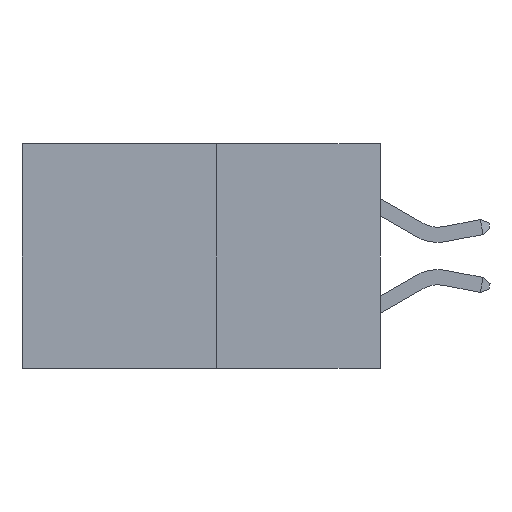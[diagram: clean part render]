
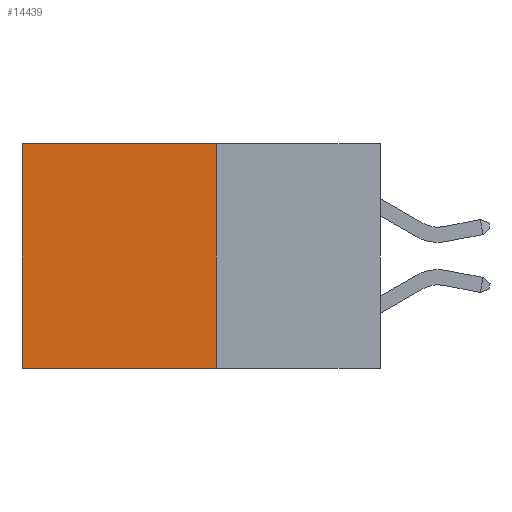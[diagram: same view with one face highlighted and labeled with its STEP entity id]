
A CAD part, left-side view. The second image highlights one B-rep face of the part: STEP entity #14439.
In plain terms, the highlighted planar face has unit normal (-1, 0, 0).
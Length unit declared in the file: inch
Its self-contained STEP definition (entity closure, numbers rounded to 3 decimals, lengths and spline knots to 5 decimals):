
#114 = EDGE_CURVE ( 'NONE', #19009, #1279, #20494, .T. ) ;
#1279 = VERTEX_POINT ( 'NONE', #7423 ) ;
#1521 = PLANE ( 'NONE',  #21805 ) ;
#4316 = ORIENTED_EDGE ( 'NONE', *, *, #21547, .T. ) ;
#4334 = DIRECTION ( 'NONE',  ( 0., 1., 0. ) ) ;
#6101 = DIRECTION ( 'NONE',  ( 0., 0., -1. ) ) ;
#6448 = ORIENTED_EDGE ( 'NONE', *, *, #27805, .F. ) ;
#7423 = CARTESIAN_POINT ( 'NONE',  ( 0.277, 0.59, -0.37 ) ) ;
#9213 = DIRECTION ( 'NONE',  ( 0., 1., 0. ) ) ;
#10274 = VECTOR ( 'NONE', #19105, 39.37008 ) ;
#11216 = CARTESIAN_POINT ( 'NONE',  ( 0.277, 0.27, 0. ) ) ;
#11559 = FACE_OUTER_BOUND ( 'NONE', #28602, .T. ) ;
#11665 = VECTOR ( 'NONE', #13986, 39.37008 ) ;
#12386 = LINE ( 'NONE', #18515, #11665 ) ;
#12774 = VERTEX_POINT ( 'NONE', #27084 ) ;
#13488 = LINE ( 'NONE', #11216, #24776 ) ;
#13554 = CARTESIAN_POINT ( 'NONE',  ( 0.277, 0.27, -0.37 ) ) ;
#13986 = DIRECTION ( 'NONE',  ( 0., 0., -1. ) ) ;
#14439 = ADVANCED_FACE ( 'NONE', ( #11559 ), #1521, .F. ) ;
#16806 = CARTESIAN_POINT ( 'NONE',  ( 0.277, 0.27, -0.37 ) ) ;
#17416 = CARTESIAN_POINT ( 'NONE',  ( 0.277, 0.27, -0.37 ) ) ;
#18515 = CARTESIAN_POINT ( 'NONE',  ( 0.277, 0.59, -0.37 ) ) ;
#19009 = VERTEX_POINT ( 'NONE', #13554 ) ;
#19105 = DIRECTION ( 'NONE',  ( 0., 0., -1. ) ) ;
#19715 = DIRECTION ( 'NONE',  ( 1., 0., 0. ) ) ;
#19797 = VECTOR ( 'NONE', #9213, 39.37008 ) ;
#20494 = LINE ( 'NONE', #24023, #19797 ) ;
#20836 = EDGE_CURVE ( 'NONE', #12774, #29021, #13488, .T. ) ;
#21452 = ORIENTED_EDGE ( 'NONE', *, *, #20836, .T. ) ;
#21547 = EDGE_CURVE ( 'NONE', #29021, #1279, #12386, .T. ) ;
#21805 = AXIS2_PLACEMENT_3D ( 'NONE', #17416, #19715, #6101 ) ;
#23393 = CARTESIAN_POINT ( 'NONE',  ( 0.277, 0.59, 0. ) ) ;
#24023 = CARTESIAN_POINT ( 'NONE',  ( 0.277, 0.27, -0.37 ) ) ;
#24564 = ORIENTED_EDGE ( 'NONE', *, *, #114, .F. ) ;
#24776 = VECTOR ( 'NONE', #4334, 39.37008 ) ;
#27084 = CARTESIAN_POINT ( 'NONE',  ( 0.277, 0.27, 0. ) ) ;
#27805 = EDGE_CURVE ( 'NONE', #12774, #19009, #28310, .T. ) ;
#28310 = LINE ( 'NONE', #16806, #10274 ) ;
#28602 = EDGE_LOOP ( 'NONE', ( #4316, #24564, #6448, #21452 ) ) ;
#29021 = VERTEX_POINT ( 'NONE', #23393 ) ;
